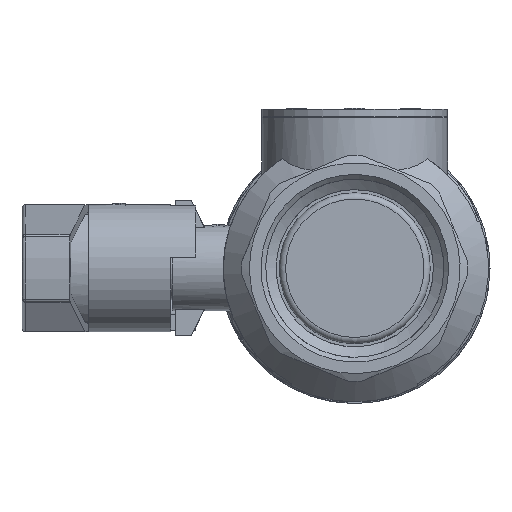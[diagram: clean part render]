
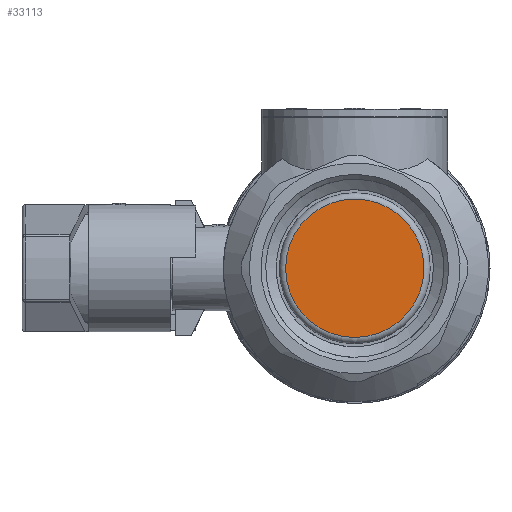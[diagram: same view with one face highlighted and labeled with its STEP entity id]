
A CAD part, left-side view. The second image highlights one B-rep face of the part: STEP entity #33113.
In plain terms, the highlighted planar face has unit normal (-1, 0, 0).
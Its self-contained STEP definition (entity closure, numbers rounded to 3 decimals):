
#1437=CIRCLE('',#35320,22.);
#5171=ORIENTED_EDGE('',*,*,#13367,.T.);
#13367=EDGE_CURVE('',#17754,#17754,#1437,.T.);
#17754=VERTEX_POINT('',#51674);
#27580=EDGE_LOOP('',(#5171));
#29586=FACE_BOUND('',#27580,.T.);
#31425=PLANE('',#35319);
#33113=ADVANCED_FACE('',(#29586),#31425,.F.);
#35319=AXIS2_PLACEMENT_3D('',#51672,#40837,#40838);
#35320=AXIS2_PLACEMENT_3D('',#51673,#40839,#40840);
#40837=DIRECTION('',(1.,0.,0.));
#40838=DIRECTION('',(0.,1.,0.));
#40839=DIRECTION('',(-1.,0.,0.));
#40840=DIRECTION('',(0.,1.,0.));
#51672=CARTESIAN_POINT('',(-23.615,-12.,0.));
#51673=CARTESIAN_POINT('',(-23.615,0.,0.));
#51674=CARTESIAN_POINT('',(-23.615,22.,0.));
